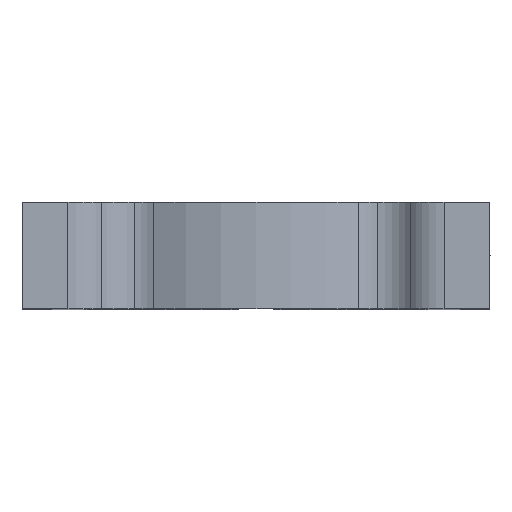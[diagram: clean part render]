
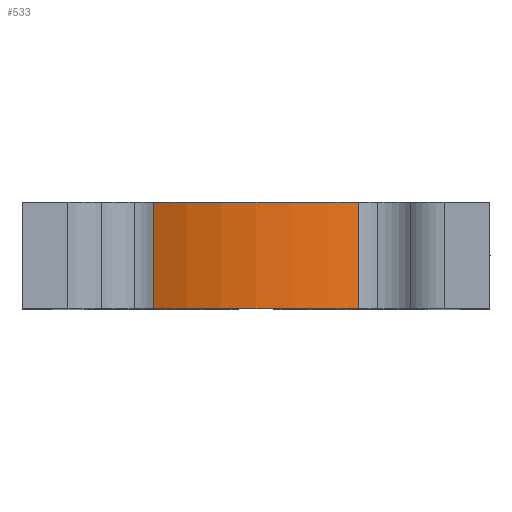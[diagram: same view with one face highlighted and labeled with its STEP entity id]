
A CAD part, top view. The second image highlights one B-rep face of the part: STEP entity #533.
In plain terms, the highlighted cylindrical face has radius 16.51 mm (diameter 33.02 mm), a partial arc.
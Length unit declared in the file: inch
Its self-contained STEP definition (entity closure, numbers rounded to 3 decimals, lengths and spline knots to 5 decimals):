
#14 = CARTESIAN_POINT ( 'NONE',  ( 0.28913, 0., 0.58215 ) ) ;
#18 = VERTEX_POINT ( 'NONE', #1420 ) ;
#54 = CARTESIAN_POINT ( 'NONE',  ( 0., 0., 0. ) ) ;
#62 = DIRECTION ( 'NONE',  ( 0., 1., 0. ) ) ;
#68 = DIRECTION ( 'NONE',  ( 0., 0., 1. ) ) ;
#204 = EDGE_CURVE ( 'NONE', #731, #1136, #887, .T. ) ;
#230 = ORIENTED_EDGE ( 'NONE', *, *, #439, .T. ) ;
#279 = EDGE_CURVE ( 'NONE', #1211, #1136, #746, .T. ) ;
#312 = AXIS2_PLACEMENT_3D ( 'NONE', #1577, #1615, #1225 ) ;
#439 = EDGE_CURVE ( 'NONE', #18, #731, #546, .T. ) ;
#444 = ORIENTED_EDGE ( 'NONE', *, *, #279, .F. ) ;
#488 = DIRECTION ( 'NONE',  ( 0., 0., 1. ) ) ;
#495 = DIRECTION ( 'NONE',  ( 0., 1., 0. ) ) ;
#497 = CARTESIAN_POINT ( 'NONE',  ( 0., 0.3, 0. ) ) ;
#533 = ADVANCED_FACE ( 'NONE', ( #1532 ), #723, .T. ) ;
#546 = LINE ( 'NONE', #1124, #1616 ) ;
#578 = AXIS2_PLACEMENT_3D ( 'NONE', #497, #495, #488 ) ;
#600 = AXIS2_PLACEMENT_3D ( 'NONE', #54, #62, #68 ) ;
#693 = CARTESIAN_POINT ( 'NONE',  ( 0.28913, 0.3, 0.58215 ) ) ;
#704 = CARTESIAN_POINT ( 'NONE',  ( -0.28913, 0., 0.58215 ) ) ;
#723 = CYLINDRICAL_SURFACE ( 'NONE', #312, 0.65 ) ;
#731 = VERTEX_POINT ( 'NONE', #704 ) ;
#746 = LINE ( 'NONE', #1343, #1830 ) ;
#876 = EDGE_CURVE ( 'NONE', #18, #1211, #998, .T. ) ;
#887 = CIRCLE ( 'NONE', #600, 0.65 ) ;
#998 = CIRCLE ( 'NONE', #578, 0.65 ) ;
#1124 = CARTESIAN_POINT ( 'NONE',  ( -0.28913, 0.3, 0.58215 ) ) ;
#1136 = VERTEX_POINT ( 'NONE', #14 ) ;
#1211 = VERTEX_POINT ( 'NONE', #693 ) ;
#1225 = DIRECTION ( 'NONE',  ( 0., 0., -1. ) ) ;
#1287 = DIRECTION ( 'NONE',  ( 0., -1., 0. ) ) ;
#1316 = DIRECTION ( 'NONE',  ( 0., -1., 0. ) ) ;
#1343 = CARTESIAN_POINT ( 'NONE',  ( 0.28913, 0.3, 0.58215 ) ) ;
#1420 = CARTESIAN_POINT ( 'NONE',  ( -0.28913, 0.3, 0.58215 ) ) ;
#1517 = ORIENTED_EDGE ( 'NONE', *, *, #204, .T. ) ;
#1532 = FACE_OUTER_BOUND ( 'NONE', #1709, .T. ) ;
#1577 = CARTESIAN_POINT ( 'NONE',  ( 0., 0.3, 0. ) ) ;
#1605 = ORIENTED_EDGE ( 'NONE', *, *, #876, .F. ) ;
#1615 = DIRECTION ( 'NONE',  ( 0., -1., 0. ) ) ;
#1616 = VECTOR ( 'NONE', #1316, 39.37008 ) ;
#1709 = EDGE_LOOP ( 'NONE', ( #1517, #444, #1605, #230 ) ) ;
#1830 = VECTOR ( 'NONE', #1287, 39.37008 ) ;
